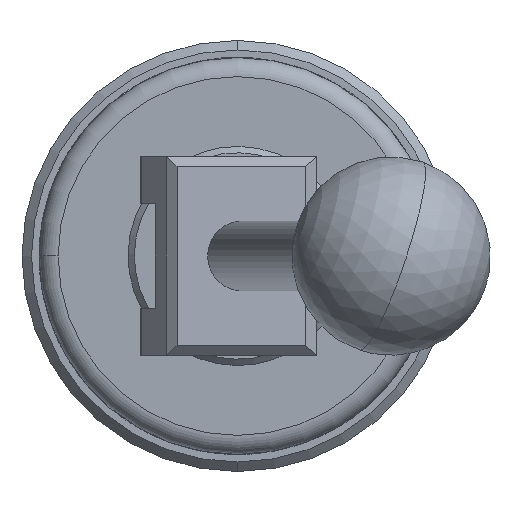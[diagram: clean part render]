
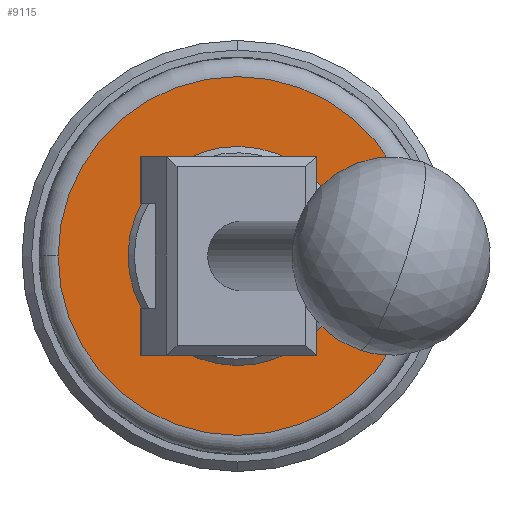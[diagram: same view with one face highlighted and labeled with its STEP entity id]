
A CAD part, front view. The second image highlights one B-rep face of the part: STEP entity #9115.
In plain terms, the highlighted planar face has unit normal (0, -1, 0).
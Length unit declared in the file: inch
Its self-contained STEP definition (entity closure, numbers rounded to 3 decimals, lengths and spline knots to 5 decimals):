
#215 = VERTEX_POINT ( 'NONE', #4807 ) ;
#370 = CARTESIAN_POINT ( 'NONE',  ( -1.13, 0., 0. ) ) ;
#1055 = EDGE_CURVE ( 'NONE', #14235, #215, #2811, .T. ) ;
#1126 = EDGE_CURVE ( 'NONE', #9029, #14111, #8204, .T. ) ;
#1166 = AXIS2_PLACEMENT_3D ( 'NONE', #2162, #7928, #9905 ) ;
#2162 = CARTESIAN_POINT ( 'NONE',  ( 0., 0., 0. ) ) ;
#2505 = DIRECTION ( 'NONE',  ( 1., 0., 0. ) ) ;
#2811 = CIRCLE ( 'NONE', #1166, 0.348 ) ;
#2936 = ORIENTED_EDGE ( 'NONE', *, *, #1126, .T. ) ;
#3957 = DIRECTION ( 'NONE',  ( 0., -1., 0. ) ) ;
#4807 = CARTESIAN_POINT ( 'NONE',  ( 0.348, 0., 0. ) ) ;
#4989 = FACE_OUTER_BOUND ( 'NONE', #10719, .T. ) ;
#5089 = DIRECTION ( 'NONE',  ( 1., 0., 0. ) ) ;
#5752 = ORIENTED_EDGE ( 'NONE', *, *, #12684, .T. ) ;
#6320 = AXIS2_PLACEMENT_3D ( 'NONE', #13382, #7852, #12300 ) ;
#7388 = CARTESIAN_POINT ( 'NONE',  ( -0.348, 0., 0. ) ) ;
#7457 = FACE_BOUND ( 'NONE', #14114, .T. ) ;
#7678 = AXIS2_PLACEMENT_3D ( 'NONE', #13531, #13610, #2505 ) ;
#7852 = DIRECTION ( 'NONE',  ( 0., -1., 0. ) ) ;
#7928 = DIRECTION ( 'NONE',  ( 0., -1., 0. ) ) ;
#8041 = ORIENTED_EDGE ( 'NONE', *, *, #8557, .F. ) ;
#8204 = CIRCLE ( 'NONE', #6320, 1.13 ) ;
#8395 = CIRCLE ( 'NONE', #7678, 0.348 ) ;
#8423 = PLANE ( 'NONE',  #13508 ) ;
#8557 = EDGE_CURVE ( 'NONE', #215, #14235, #8395, .T. ) ;
#8616 = CARTESIAN_POINT ( 'NONE',  ( 1.13, 0., 0. ) ) ;
#9029 = VERTEX_POINT ( 'NONE', #370 ) ;
#9115 = ADVANCED_FACE ( 'NONE', ( #4989, #7457 ), #8423, .T. ) ;
#9317 = AXIS2_PLACEMENT_3D ( 'NONE', #12032, #9702, #5089 ) ;
#9446 = CARTESIAN_POINT ( 'NONE',  ( 0., 0., -0.348 ) ) ;
#9550 = CIRCLE ( 'NONE', #9317, 1.13 ) ;
#9702 = DIRECTION ( 'NONE',  ( 0., -1., 0. ) ) ;
#9905 = DIRECTION ( 'NONE',  ( 1., 0., 0. ) ) ;
#10476 = ORIENTED_EDGE ( 'NONE', *, *, #1055, .F. ) ;
#10719 = EDGE_LOOP ( 'NONE', ( #5752, #2936 ) ) ;
#12032 = CARTESIAN_POINT ( 'NONE',  ( 0., 0., 0. ) ) ;
#12300 = DIRECTION ( 'NONE',  ( 1., 0., 0. ) ) ;
#12684 = EDGE_CURVE ( 'NONE', #14111, #9029, #9550, .T. ) ;
#12849 = DIRECTION ( 'NONE',  ( 1., 0., 0. ) ) ;
#13382 = CARTESIAN_POINT ( 'NONE',  ( 0., 0., 0. ) ) ;
#13508 = AXIS2_PLACEMENT_3D ( 'NONE', #9446, #3957, #12849 ) ;
#13531 = CARTESIAN_POINT ( 'NONE',  ( 0., 0., 0. ) ) ;
#13610 = DIRECTION ( 'NONE',  ( 0., -1., 0. ) ) ;
#14111 = VERTEX_POINT ( 'NONE', #8616 ) ;
#14114 = EDGE_LOOP ( 'NONE', ( #8041, #10476 ) ) ;
#14235 = VERTEX_POINT ( 'NONE', #7388 ) ;
